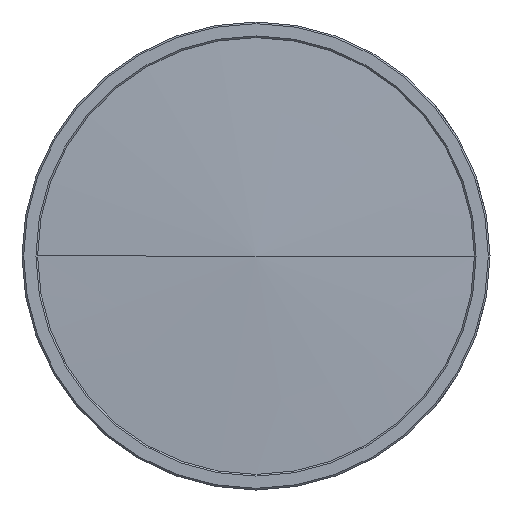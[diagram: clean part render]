
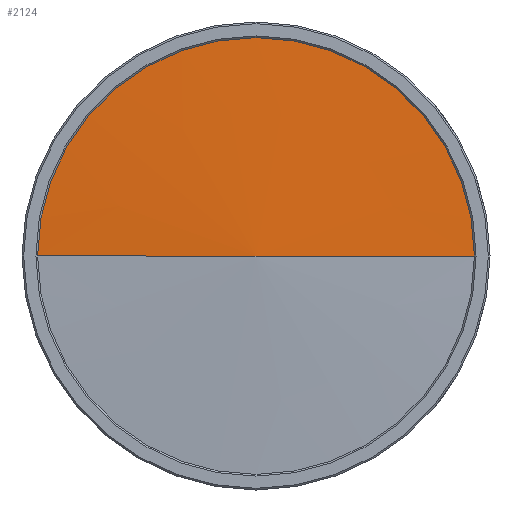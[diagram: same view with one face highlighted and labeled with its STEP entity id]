
A CAD part, left-side view. The second image highlights one B-rep face of the part: STEP entity #2124.
In plain terms, the highlighted conical face has half-angle 87.653 degrees and reference radius 24399 mm.
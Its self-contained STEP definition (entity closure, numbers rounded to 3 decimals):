
#45 = DIRECTION ( 'NONE',  ( 0.041, 0.999, 0. ) ) ;
#260 = CARTESIAN_POINT ( 'NONE',  ( 0., 0., 0. ) ) ;
#312 = VERTEX_POINT ( 'NONE', #1639 ) ;
#313 = CONICAL_SURFACE ( 'NONE', #3568, 24399.005, 1.53 ) ;
#690 = CARTESIAN_POINT ( 'NONE',  ( 1.607, 0., 0. ) ) ;
#829 = EDGE_LOOP ( 'NONE', ( #1557, #2091, #2639 ) ) ;
#847 = VERTEX_POINT ( 'NONE', #2038 ) ;
#857 = EDGE_CURVE ( 'NONE', #847, #3149, #1187, .T. ) ;
#1024 = DIRECTION ( 'NONE',  ( 0., 1., 0. ) ) ;
#1187 = LINE ( 'NONE', #2982, #3509 ) ;
#1269 = DIRECTION ( 'NONE',  ( 0., 0., -1. ) ) ;
#1309 = DIRECTION ( 'NONE',  ( 1., 0., 0. ) ) ;
#1376 = CARTESIAN_POINT ( 'NONE',  ( 1.607, 39.2, 0. ) ) ;
#1415 = VECTOR ( 'NONE', #3619, 1000. ) ;
#1557 = ORIENTED_EDGE ( 'NONE', *, *, #857, .F. ) ;
#1639 = CARTESIAN_POINT ( 'NONE',  ( 1.607, -39.2, 0. ) ) ;
#2038 = CARTESIAN_POINT ( 'NONE',  ( 0., 0., 0. ) ) ;
#2091 = ORIENTED_EDGE ( 'NONE', *, *, #3605, .T. ) ;
#2124 = ADVANCED_FACE ( 'NONE', ( #2473 ), #313, .T. ) ;
#2285 = CARTESIAN_POINT ( 'NONE',  ( 1000., 0., 0. ) ) ;
#2334 = LINE ( 'NONE', #260, #1415 ) ;
#2473 = FACE_OUTER_BOUND ( 'NONE', #829, .T. ) ;
#2488 = AXIS2_PLACEMENT_3D ( 'NONE', #690, #1309, #1269 ) ;
#2550 = DIRECTION ( 'NONE',  ( 1., 0., 0. ) ) ;
#2639 = ORIENTED_EDGE ( 'NONE', *, *, #3895, .F. ) ;
#2982 = CARTESIAN_POINT ( 'NONE',  ( 0., 0., 0. ) ) ;
#3149 = VERTEX_POINT ( 'NONE', #1376 ) ;
#3509 = VECTOR ( 'NONE', #45, 1000. ) ;
#3568 = AXIS2_PLACEMENT_3D ( 'NONE', #2285, #2550, #1024 ) ;
#3605 = EDGE_CURVE ( 'NONE', #847, #312, #2334, .T. ) ;
#3619 = DIRECTION ( 'NONE',  ( 0.041, -0.999, 0. ) ) ;
#3888 = CIRCLE ( 'NONE', #2488, 39.2 ) ;
#3895 = EDGE_CURVE ( 'NONE', #3149, #312, #3888, .T. ) ;
